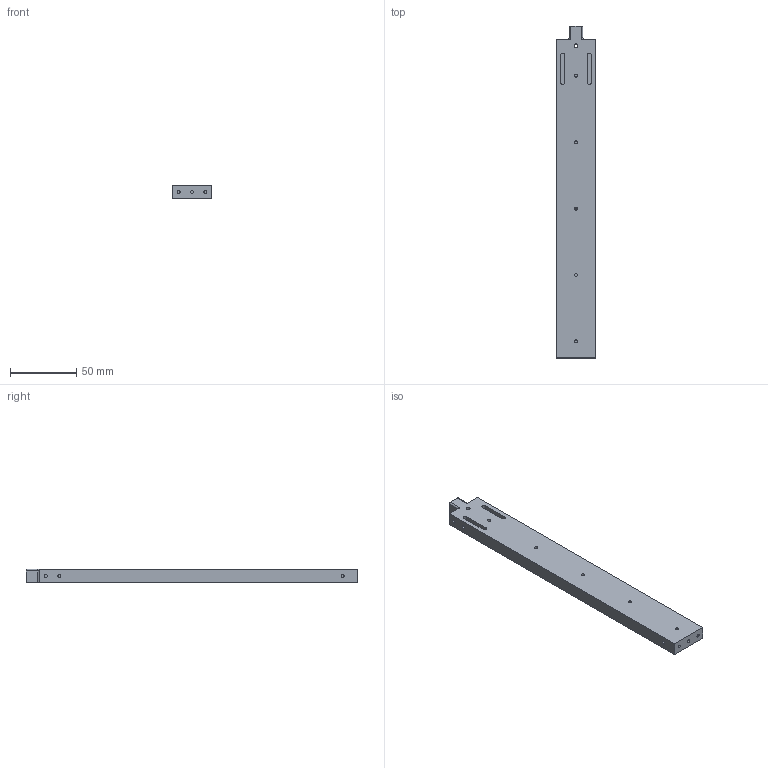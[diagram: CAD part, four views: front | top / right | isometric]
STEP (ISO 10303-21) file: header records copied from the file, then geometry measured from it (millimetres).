
FILE_DESCRIPTION(('HOOPS Exchange Step'),'2;1');
FILE_NAME('temp_export','2024-12-21T18:36:23+08:00',('27699'),('Shapr3D Limited'),'HOOPS Exchange 2024.6','Shapr3D','Authorized');
FILE_SCHEMA( ('AP242_MANAGED_MODEL_BASED_3D_ENGINEERING_MIM_LF {1 0 10303 442 1 1 4 }') );
Length unit declared in the file: millimetre
Products named in the file (1): Y轴 主梁
Bounding box: 30 x 250 x 10 mm (x, y, z)
Volume: 71864.8 mm3; surface area: 21602.5 mm2
Topology: 1 solids, 1 shells, 87 faces, 209 edges, 153 vertices
Faces by surface type: plane 45, cylinder 40, torus 2
Full cylindrical faces by diameter (mm): 2.3 x28, 3 x1, 6.2 x1
Entity records: 2726 total; most frequent: DIRECTION 516, CARTESIAN_POINT 475, ORIENTED_EDGE 418, AXIS2_PLACEMENT_3D 220, EDGE_CURVE 209, VERTEX_POINT 153, CIRCLE 131, EDGE_LOOP 120
